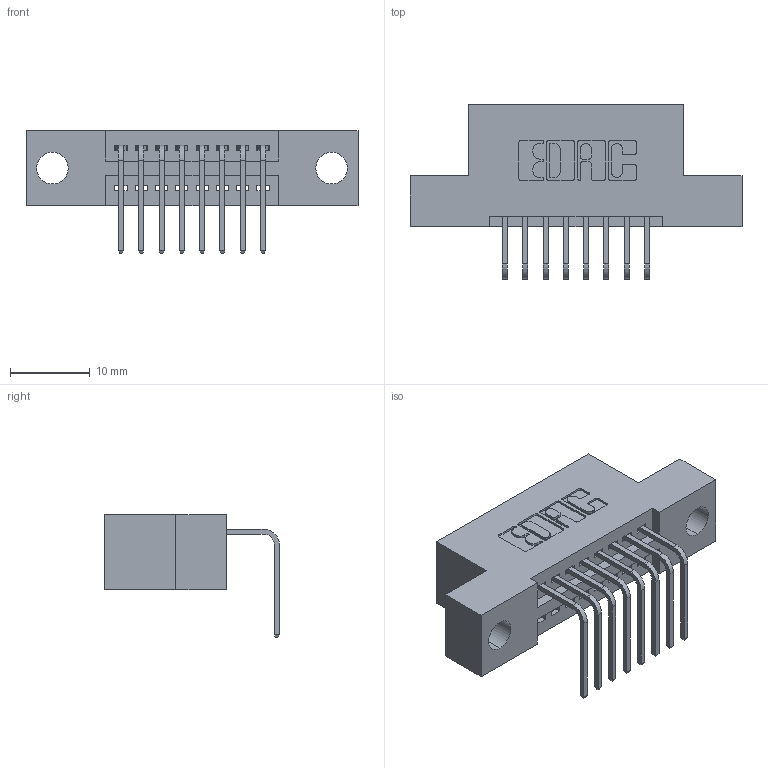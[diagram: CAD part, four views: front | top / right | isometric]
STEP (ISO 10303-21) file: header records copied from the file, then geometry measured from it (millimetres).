
FILE_DESCRIPTION (( 'STEP AP203' ), '1' );
FILE_NAME ('345-008-558-104.STEP', '2018-08-17T04:49:21', ( '' ), ( '' ), 'SwSTEP 2.0', 'SolidWorks 2016', '' );
FILE_SCHEMA (( 'CONFIG_CONTROL_DESIGN' ));
Length unit declared in the file: inch
Products named in the file (3): 345 Part_Flush Mounting Lugs - 0.156 Dia-TH; 345-292-001_558 Tail - 2; 345-008-558-104
Assembly tree (9 placements, depth 2):
  345-008-558-104
    345 Part_Flush Mounting Lugs - 0.156 Dia-TH
    345-292-001_558 Tail - 2  x8
Bounding box: 41.53 x 21.83 x 15.37 mm (x, y, z)
Volume: 3604.7 mm3; surface area: 4293.7 mm2
Topology: 9 solids, 9 shells, 606 faces, 1797 edges, 1186 vertices
Faces by surface type: plane 416, cylinder 190
Entity records: 10685 total; most frequent: CARTESIAN_POINT 1860, ORIENTED_EDGE 1802, DIRECTION 1673, EDGE_CURVE 901, LINE 737, VECTOR 737, VERTEX_POINT 598, AXIS2_PLACEMENT_3D 468
